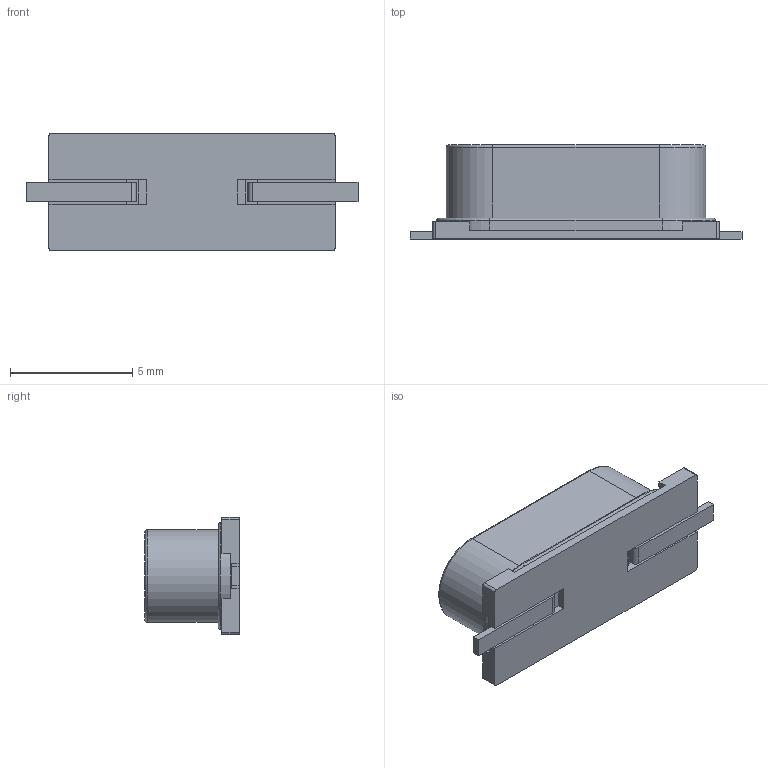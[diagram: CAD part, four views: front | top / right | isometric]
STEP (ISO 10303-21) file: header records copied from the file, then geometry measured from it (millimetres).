
FILE_DESCRIPTION (( 'STEP AP214' ), '1' );
FILE_NAME ('smdcrystal.STEP', '2015-05-08T05:35:57', ( '' ), ( '' ), 'SwSTEP 2.0', 'SolidWorks 2014', '' );
FILE_SCHEMA (( 'AUTOMOTIVE_DESIGN' ));
Length unit declared in the file: millimetre
Products named in the file (3): kalip; smdcrystal; kristal
Assembly tree (2 placements, depth 2):
  smdcrystal
    kalip
    kristal
Bounding box: 13.58 x 3.85 x 4.8 mm (x, y, z)
Volume: 155.3 mm3; surface area: 333.3 mm2
Topology: 2 solids, 2 shells, 75 faces, 202 edges, 132 vertices
Faces by surface type: plane 51, cylinder 20, torus 4
Entity records: 2454 total; most frequent: CARTESIAN_POINT 414, DIRECTION 406, ORIENTED_EDGE 404, EDGE_CURVE 202, VECTOR 158, LINE 158, VERTEX_POINT 132, AXIS2_PLACEMENT_3D 124
